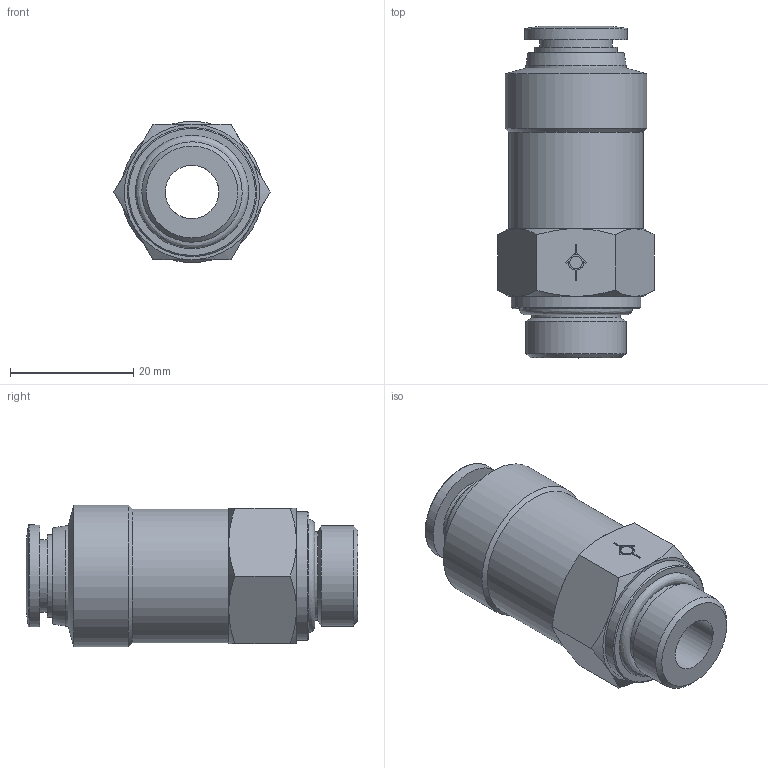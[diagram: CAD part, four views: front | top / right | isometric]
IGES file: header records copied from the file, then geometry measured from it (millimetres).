
Global section: file name: CVPC 10G03; native system: Autodesk Inventor 2015; preprocessor: unknown; author: DIAMOND; date: 20150831.131540; units: millimetre
Bounding box: 25.4 x 53.95 x 22.98 mm (x, y, z)
Volume: 14631.7 mm3; surface area: 6048.9 mm2
Topology: 1 solids, 1 shells, 69 faces, 175 edges, 118 vertices
Faces by surface type: bspline 69
